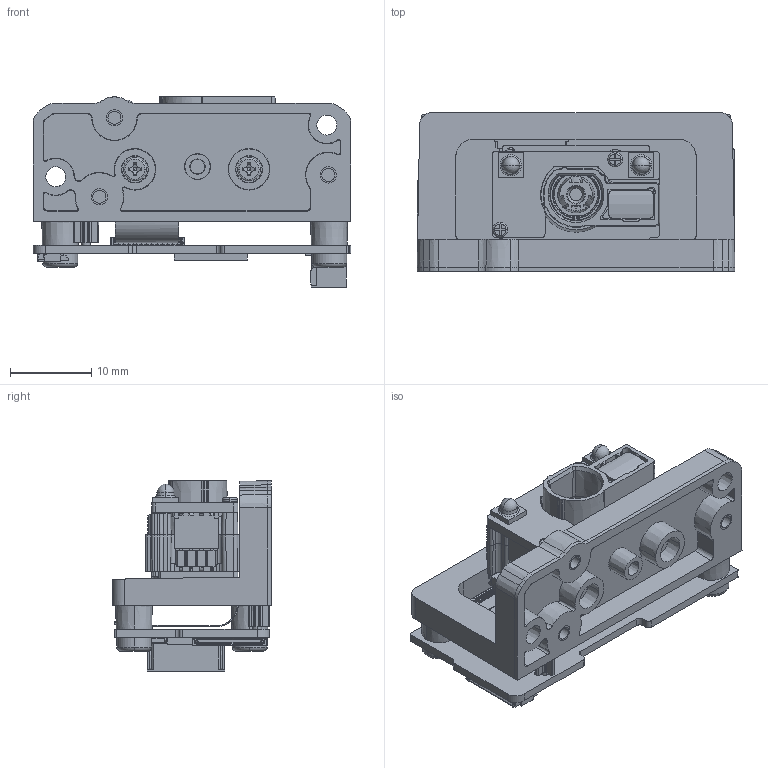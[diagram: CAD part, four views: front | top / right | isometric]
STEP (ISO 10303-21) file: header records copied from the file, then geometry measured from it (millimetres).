
FILE_DESCRIPTION((''),'2;1');
FILE_NAME('MV-ID1013D-5PIN','2021-12-08T22:21:12',('sunli10'),(''),'CREO PARAMETRIC BY PTC INC, 2017260','CREO PARAMETRIC BY PTC INC, 2017260','');
FILE_SCHEMA(('CONFIG_CONTROL_DESIGN'));
Products named in the file (1): MV-ID1013D-5PIN
Bounding box: 39 x 19.5 x 23.37 mm (x, y, z)
Volume: 4708.2 mm3; surface area: 8601.3 mm2
Topology: 2 solids, 33 shells, 3564 faces, 10686 edges, 6978 vertices
Faces by surface type: plane 2487, cylinder 741, cone 279, torus 34, bspline 19, sphere 4
Entity records: 121396 total; most frequent: CARTESIAN_POINT 23437, ORIENTED_EDGE 21276, DIRECTION 19587, EDGE_CURVE 10670, VECTOR 8249, LINE 8249, VERTEX_POINT 6978, AXIS2_PLACEMENT_3D 5669
